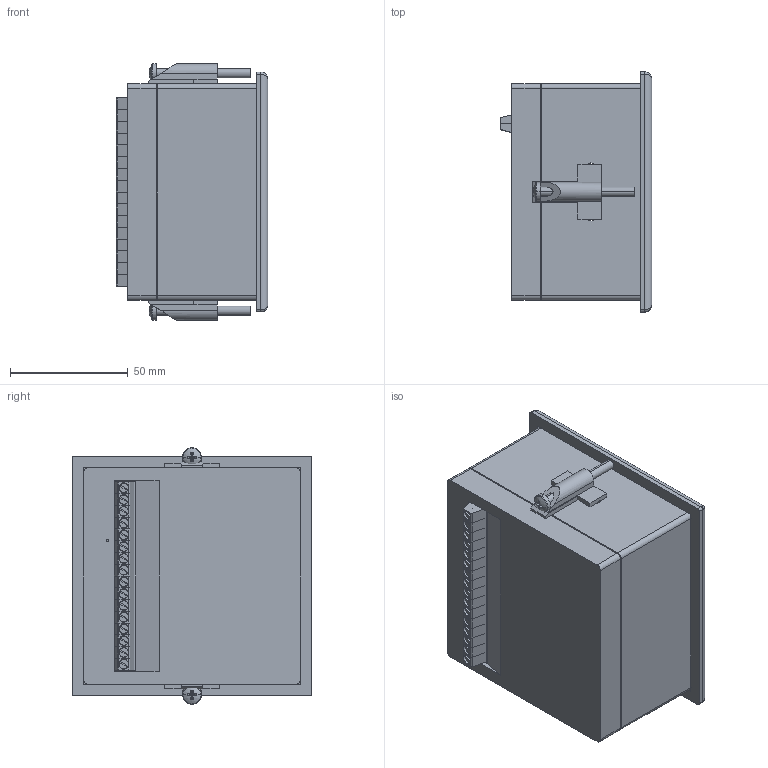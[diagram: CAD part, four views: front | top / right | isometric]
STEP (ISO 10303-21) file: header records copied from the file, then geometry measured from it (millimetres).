
FILE_DESCRIPTION (( 'STEP AP214' ), '1' );
FILE_NAME ('3D ìîäåëü ÒÐÌ151-Ù1.STEP', '2016-10-24T19:04:49', ( '' ), ( '' ), 'SwSTEP 2.0', 'SolidWorks 2011', '' );
FILE_SCHEMA (( 'AUTOMOTIVE_DESIGN' ));
Length unit declared in the file: millimetre
Products named in the file (9): Óïëîòíèòåëü; TRM151_002F02M; 鏢鵿櫡 膹樦擨鴀鍒; 抔樦憵; pan cross head_am_B18.6.7M - M4 x 0.7 x 40 Type I Cross Recessed PHMS --40N; ﾇ琥韲; Êîðïóñ ÒÐÌ151-Ù1 çàä; Êîðïóñ ÒÐÌ151-Ù1 ïåðåä; 3D ìîäåëü ÒÐÌ151-Ù1
Assembly tree (25 placements, depth 3):
  3D ìîäåëü ÒÐÌ151-Ù1
    Êîðïóñ ÒÐÌ151-Ù1 ïåðåä
    Êîðïóñ ÒÐÌ151-Ù1 çàä
    ﾇ琥韲  x2
    pan cross head_am_B18.6.7M - M4 x 0.7 x 40 Type I Cross Recessed PHMS --40N  x2
    鏢鵿櫡 膹樦擨鴀鍒
      抔樦憵  x16
    TRM151_002F02M
    Óïëîòíèòåëü
Bounding box: 64.5 x 102 x 109 mm (x, y, z)
Volume: 99376.7 mm3; surface area: 116310.4 mm2
Topology: 24 solids, 24 shells, 3399 faces, 8673 edges, 5746 vertices
Faces by surface type: plane 2433, bspline 680, cylinder 278, torus 4, sphere 4
Entity records: 102973 total; most frequent: CARTESIAN_POINT 23296, ORIENTED_EDGE 13980, DIRECTION 9836, EDGE_CURVE 6990, LINE 5464, VECTOR 5464, VERTEX_POINT 4650, EDGE_LOOP 3010
